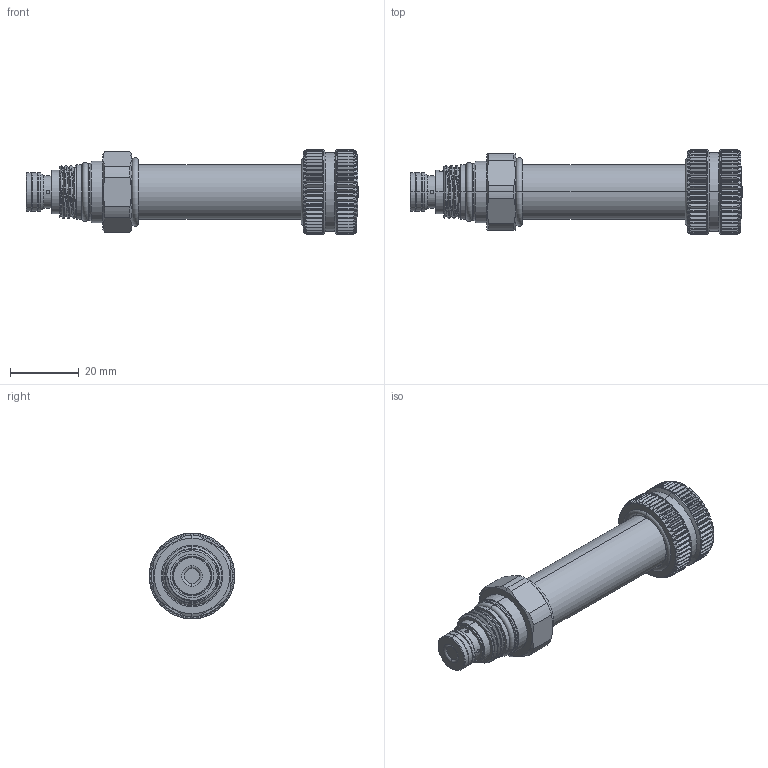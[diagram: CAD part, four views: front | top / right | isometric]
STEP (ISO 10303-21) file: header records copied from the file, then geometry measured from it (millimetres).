
FILE_DESCRIPTION (( 'STEP AP203' ), '1' );
FILE_NAME ('PRB8A2C-P.STEP', '2024-01-30T04:00:12', ( '' ), ( '' ), 'SwSTEP 2.0', 'SolidWorks 2018', '' );
FILE_SCHEMA (( 'CONFIG_CONTROL_DESIGN' ));
Length unit declared in the file: millimetre
Products named in the file (1): PRB8A2C-P
Bounding box: 96.8 x 25 x 25 mm (x, y, z)
Volume: 24445.2 mm3; surface area: 7633.2 mm2
Topology: 2 solids, 2 shells, 999 faces, 2622 edges, 1660 vertices
Faces by surface type: plane 427, cylinder 393, cone 145, torus 20, bspline 14
Entity records: 35351 total; most frequent: CARTESIAN_POINT 11527, ORIENTED_EDGE 5244, DIRECTION 4687, EDGE_CURVE 2622, AXIS2_PLACEMENT_3D 1817, VERTEX_POINT 1660, VECTOR 1053, LINE 1053
